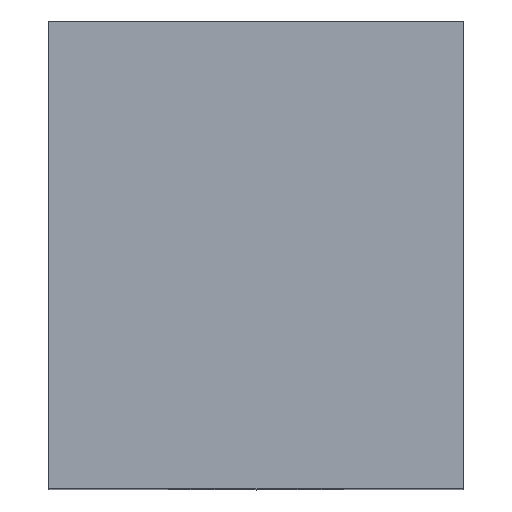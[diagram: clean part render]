
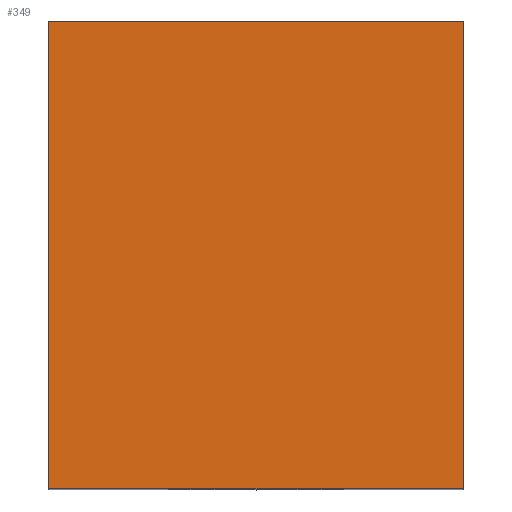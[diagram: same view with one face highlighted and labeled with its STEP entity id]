
A CAD part, top view. The second image highlights one B-rep face of the part: STEP entity #349.
In plain terms, the highlighted planar face has unit normal (0, 0, 1).
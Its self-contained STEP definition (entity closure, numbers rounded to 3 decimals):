
#21=DIRECTION('',(1.,0.,0.));
#22=VECTOR('',#21,20.);
#23=CARTESIAN_POINT('',(-10.,0.,20.));
#24=LINE('',#23,#22);
#74=DIRECTION('',(1.,0.,0.));
#75=VECTOR('',#74,20.);
#76=CARTESIAN_POINT('',(-10.,22.5,20.));
#77=LINE('',#76,#75);
#100=DIRECTION('',(0.,-1.,0.));
#101=VECTOR('',#100,22.5);
#102=CARTESIAN_POINT('',(-10.,22.5,20.));
#103=LINE('',#102,#101);
#108=DIRECTION('',(0.,1.,0.));
#109=VECTOR('',#108,22.5);
#110=CARTESIAN_POINT('',(10.,0.,20.));
#111=LINE('',#110,#109);
#134=CARTESIAN_POINT('',(-10.,0.,20.));
#135=CARTESIAN_POINT('',(10.,0.,20.));
#136=VERTEX_POINT('',#134);
#137=VERTEX_POINT('',#135);
#138=CARTESIAN_POINT('',(-10.,22.5,20.));
#139=CARTESIAN_POINT('',(10.,22.5,20.));
#140=VERTEX_POINT('',#138);
#141=VERTEX_POINT('',#139);
#338=CARTESIAN_POINT('',(-10.,0.,20.));
#339=DIRECTION('',(0.,0.,1.));
#340=DIRECTION('',(1.,0.,0.));
#341=AXIS2_PLACEMENT_3D('',#338,#339,#340);
#342=PLANE('',#341);
#343=ORIENTED_EDGE('',*,*,#302,.F.);
#344=ORIENTED_EDGE('',*,*,#264,.T.);
#345=ORIENTED_EDGE('',*,*,#329,.F.);
#346=ORIENTED_EDGE('',*,*,#183,.F.);
#347=EDGE_LOOP('',(#343,#344,#345,#346));
#348=FACE_OUTER_BOUND('',#347,.F.);
#349=ADVANCED_FACE('',(#348),#342,.T.);
#183=EDGE_CURVE('',#136,#137,#24,.T.);
#264=EDGE_CURVE('',#140,#141,#77,.T.);
#302=EDGE_CURVE('',#140,#136,#103,.T.);
#329=EDGE_CURVE('',#137,#141,#111,.T.);
